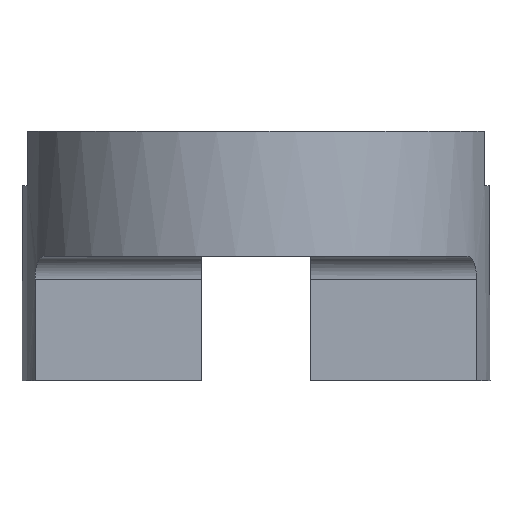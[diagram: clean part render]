
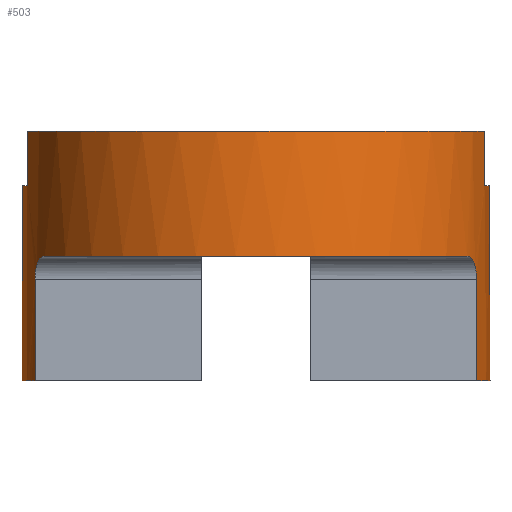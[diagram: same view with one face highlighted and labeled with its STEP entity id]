
A CAD part, front view. The second image highlights one B-rep face of the part: STEP entity #503.
In plain terms, the highlighted cylindrical face has radius 15 mm (diameter 30 mm), a full revolution.
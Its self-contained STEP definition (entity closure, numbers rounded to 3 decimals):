
#61=FACE_OUTER_BOUND('',#89,.T.);
#89=EDGE_LOOP('',(#446,#447,#448,#449,#450,#451,#452,#453,#454,#455,#456,
#457,#458,#459,#460,#461,#462,#463,#464,#465,#466,#467,#468));
#90=B_SPLINE_CURVE_WITH_KNOTS('',3,(#714,#715,#716,#717,#718,#719,#720,
#721,#722,#723),.UNSPECIFIED.,.F.,.F.,(4,2,2,2,4),(0.242,0.304,
0.366,0.422,0.478),.UNSPECIFIED.);
#91=B_SPLINE_CURVE_WITH_KNOTS('',3,(#740,#741,#742,#743,#744,#745,#746,
#747,#748,#749),.UNSPECIFIED.,.F.,.F.,(4,2,2,2,4),(0.478,0.534,
0.59,0.652,0.714),.UNSPECIFIED.);
#92=B_SPLINE_CURVE_WITH_KNOTS('',3,(#763,#764,#765,#766,#767,#768,#769,
#770,#771,#772),.UNSPECIFIED.,.F.,.F.,(4,2,2,2,4),(0.231,0.292,
0.353,0.41,0.466),.UNSPECIFIED.);
#93=B_SPLINE_CURVE_WITH_KNOTS('',3,(#784,#785,#786,#787,#788,#789,#790,
#791,#792,#793),.UNSPECIFIED.,.F.,.F.,(4,2,2,2,4),(0.466,0.523,
0.579,0.64,0.702),.UNSPECIFIED.);
#103=LINE('',#755,#151);
#109=LINE('',#797,#157);
#112=LINE('',#803,#160);
#123=LINE('',#828,#171);
#128=LINE('',#850,#176);
#133=LINE('',#860,#181);
#136=LINE('',#871,#184);
#140=LINE('',#878,#188);
#141=LINE('',#887,#189);
#151=VECTOR('',#589,10.);
#157=VECTOR('',#609,10.);
#160=VECTOR('',#614,10.);
#171=VECTOR('',#641,10.);
#176=VECTOR('',#664,10.);
#181=VECTOR('',#671,10.);
#184=VECTOR('',#682,10.);
#188=VECTOR('',#688,10.);
#189=VECTOR('',#705,15.);
#191=CIRCLE('',#521,15.);
#194=CIRCLE('',#528,15.);
#196=CIRCLE('',#536,15.);
#197=CIRCLE('',#537,15.);
#198=CIRCLE('',#539,15.);
#205=CIRCLE('',#557,15.);
#206=CIRCLE('',#558,15.);
#207=CIRCLE('',#560,15.);
#208=CIRCLE('',#562,15.);
#211=VERTEX_POINT('',#711);
#212=VERTEX_POINT('',#713);
#216=VERTEX_POINT('',#732);
#218=VERTEX_POINT('',#738);
#220=VERTEX_POINT('',#753);
#223=VERTEX_POINT('',#760);
#224=VERTEX_POINT('',#762);
#225=VERTEX_POINT('',#775);
#228=VERTEX_POINT('',#783);
#229=VERTEX_POINT('',#796);
#231=VERTEX_POINT('',#802);
#235=VERTEX_POINT('',#816);
#236=VERTEX_POINT('',#818);
#244=VERTEX_POINT('',#847);
#245=VERTEX_POINT('',#849);
#247=VERTEX_POINT('',#854);
#249=VERTEX_POINT('',#858);
#252=VERTEX_POINT('',#868);
#253=VERTEX_POINT('',#870);
#254=VERTEX_POINT('',#874);
#255=VERTEX_POINT('',#876);
#258=EDGE_CURVE('',#211,#212,#90,.T.);
#264=EDGE_CURVE('',#211,#216,#191,.T.);
#267=EDGE_CURVE('',#218,#216,#91,.T.);
#270=EDGE_CURVE('',#218,#220,#103,.T.);
#273=EDGE_CURVE('',#223,#224,#92,.F.);
#275=EDGE_CURVE('',#225,#224,#194,.T.);
#279=EDGE_CURVE('',#225,#228,#93,.F.);
#281=EDGE_CURVE('',#229,#228,#109,.T.);
#284=EDGE_CURVE('',#231,#212,#112,.T.);
#291=EDGE_CURVE('',#235,#231,#196,.T.);
#292=EDGE_CURVE('',#236,#235,#197,.T.);
#296=EDGE_CURVE('',#220,#229,#198,.T.);
#298=EDGE_CURVE('',#223,#236,#123,.T.);
#307=EDGE_CURVE('',#245,#244,#128,.T.);
#312=EDGE_CURVE('',#247,#249,#133,.T.);
#317=EDGE_CURVE('',#253,#252,#136,.T.);
#321=EDGE_CURVE('',#254,#255,#140,.T.);
#322=EDGE_CURVE('',#249,#245,#205,.T.);
#323=EDGE_CURVE('',#255,#253,#206,.T.);
#324=EDGE_CURVE('',#247,#252,#207,.T.);
#325=EDGE_CURVE('',#254,#244,#208,.T.);
#326=EDGE_CURVE('',#249,#235,#141,.T.);
#446=ORIENTED_EDGE('',*,*,#307,.T.);
#447=ORIENTED_EDGE('',*,*,#325,.F.);
#448=ORIENTED_EDGE('',*,*,#321,.T.);
#449=ORIENTED_EDGE('',*,*,#323,.T.);
#450=ORIENTED_EDGE('',*,*,#317,.T.);
#451=ORIENTED_EDGE('',*,*,#324,.F.);
#452=ORIENTED_EDGE('',*,*,#312,.T.);
#453=ORIENTED_EDGE('',*,*,#326,.T.);
#454=ORIENTED_EDGE('',*,*,#291,.T.);
#455=ORIENTED_EDGE('',*,*,#284,.T.);
#456=ORIENTED_EDGE('',*,*,#258,.F.);
#457=ORIENTED_EDGE('',*,*,#264,.T.);
#458=ORIENTED_EDGE('',*,*,#267,.F.);
#459=ORIENTED_EDGE('',*,*,#270,.T.);
#460=ORIENTED_EDGE('',*,*,#296,.T.);
#461=ORIENTED_EDGE('',*,*,#281,.T.);
#462=ORIENTED_EDGE('',*,*,#279,.F.);
#463=ORIENTED_EDGE('',*,*,#275,.T.);
#464=ORIENTED_EDGE('',*,*,#273,.F.);
#465=ORIENTED_EDGE('',*,*,#298,.T.);
#466=ORIENTED_EDGE('',*,*,#292,.T.);
#467=ORIENTED_EDGE('',*,*,#326,.F.);
#468=ORIENTED_EDGE('',*,*,#322,.T.);
#476=CYLINDRICAL_SURFACE('',#563,15.);
#503=ADVANCED_FACE('',(#61),#476,.T.);
#521=AXIS2_PLACEMENT_3D('',#734,#578,#579);
#528=AXIS2_PLACEMENT_3D('',#776,#598,#599);
#536=AXIS2_PLACEMENT_3D('',#817,#627,#628);
#537=AXIS2_PLACEMENT_3D('',#819,#629,#630);
#539=AXIS2_PLACEMENT_3D('',#825,#636,#637);
#557=AXIS2_PLACEMENT_3D('',#880,#691,#692);
#558=AXIS2_PLACEMENT_3D('',#881,#693,#694);
#560=AXIS2_PLACEMENT_3D('',#883,#697,#698);
#562=AXIS2_PLACEMENT_3D('',#885,#701,#702);
#563=AXIS2_PLACEMENT_3D('',#886,#703,#704);
#578=DIRECTION('center_axis',(0.,0.,1.));
#579=DIRECTION('ref_axis',(0.976,0.217,0.));
#589=DIRECTION('',(0.,0.,-1.));
#598=DIRECTION('center_axis',(0.,0.,1.));
#599=DIRECTION('ref_axis',(0.976,0.217,0.));
#609=DIRECTION('',(0.,0.,1.));
#614=DIRECTION('',(0.,0.,1.));
#627=DIRECTION('center_axis',(0.,0.,1.));
#628=DIRECTION('ref_axis',(0.976,0.217,0.));
#629=DIRECTION('center_axis',(0.,0.,1.));
#630=DIRECTION('ref_axis',(0.976,0.217,0.));
#636=DIRECTION('center_axis',(0.,0.,1.));
#637=DIRECTION('ref_axis',(0.976,0.217,0.));
#641=DIRECTION('',(0.,0.,-1.));
#664=DIRECTION('',(0.,0.,1.));
#671=DIRECTION('',(0.,0.,-1.));
#682=DIRECTION('',(0.,0.,1.));
#688=DIRECTION('',(0.,0.,-1.));
#691=DIRECTION('center_axis',(0.,0.,-1.));
#692=DIRECTION('ref_axis',(0.976,0.217,0.));
#693=DIRECTION('center_axis',(0.,0.,-1.));
#694=DIRECTION('ref_axis',(0.976,0.217,0.));
#697=DIRECTION('center_axis',(0.,0.,1.));
#698=DIRECTION('ref_axis',(0.976,0.217,0.));
#701=DIRECTION('center_axis',(0.,0.,1.));
#702=DIRECTION('ref_axis',(0.976,0.217,0.));
#703=DIRECTION('center_axis',(0.,0.,1.));
#704=DIRECTION('ref_axis',(0.976,0.217,0.));
#705=DIRECTION('',(0.,0.,-1.));
#711=CARTESIAN_POINT('',(-13.519,-6.5,8.));
#713=CARTESIAN_POINT('',(-14.142,-5.,6.5));
#714=CARTESIAN_POINT('Ctrl Pts',(-13.519,-6.5,8.));
#715=CARTESIAN_POINT('Ctrl Pts',(-13.608,-6.314,8.));
#716=CARTESIAN_POINT('Ctrl Pts',(-13.7,-6.113,7.963));
#717=CARTESIAN_POINT('Ctrl Pts',(-13.861,-5.736,7.807));
#718=CARTESIAN_POINT('Ctrl Pts',(-13.932,-5.562,7.687));
#719=CARTESIAN_POINT('Ctrl Pts',(-14.034,-5.297,7.415));
#720=CARTESIAN_POINT('Ctrl Pts',(-14.075,-5.186,7.25));
#721=CARTESIAN_POINT('Ctrl Pts',(-14.129,-5.037,6.886));
#722=CARTESIAN_POINT('Ctrl Pts',(-14.142,-5.,6.687));
#723=CARTESIAN_POINT('Ctrl Pts',(-14.142,-5.,6.5));
#732=CARTESIAN_POINT('',(13.519,-6.5,8.));
#734=CARTESIAN_POINT('Origin',(0.,0.,8.));
#738=CARTESIAN_POINT('',(14.142,-5.,6.5));
#740=CARTESIAN_POINT('Ctrl Pts',(14.142,-5.,6.5));
#741=CARTESIAN_POINT('Ctrl Pts',(14.142,-5.,6.687));
#742=CARTESIAN_POINT('Ctrl Pts',(14.129,-5.037,6.886));
#743=CARTESIAN_POINT('Ctrl Pts',(14.075,-5.186,7.25));
#744=CARTESIAN_POINT('Ctrl Pts',(14.034,-5.297,7.415));
#745=CARTESIAN_POINT('Ctrl Pts',(13.932,-5.562,7.687));
#746=CARTESIAN_POINT('Ctrl Pts',(13.861,-5.736,7.807));
#747=CARTESIAN_POINT('Ctrl Pts',(13.7,-6.113,7.963));
#748=CARTESIAN_POINT('Ctrl Pts',(13.608,-6.314,8.));
#749=CARTESIAN_POINT('Ctrl Pts',(13.519,-6.5,8.));
#753=CARTESIAN_POINT('',(14.142,-5.,0.));
#755=CARTESIAN_POINT('',(14.142,-5.,0.));
#760=CARTESIAN_POINT('',(-6.5,13.519,9.5));
#762=CARTESIAN_POINT('',(-5.,14.142,11.));
#763=CARTESIAN_POINT('Ctrl Pts',(-5.,14.142,11.));
#764=CARTESIAN_POINT('Ctrl Pts',(-5.192,14.074,11.));
#765=CARTESIAN_POINT('Ctrl Pts',(-5.396,13.997,10.961));
#766=CARTESIAN_POINT('Ctrl Pts',(-5.77,13.847,10.803));
#767=CARTESIAN_POINT('Ctrl Pts',(-5.941,13.774,10.684));
#768=CARTESIAN_POINT('Ctrl Pts',(-6.202,13.658,10.415));
#769=CARTESIAN_POINT('Ctrl Pts',(-6.313,13.607,10.251));
#770=CARTESIAN_POINT('Ctrl Pts',(-6.462,13.537,9.888));
#771=CARTESIAN_POINT('Ctrl Pts',(-6.5,13.519,9.688));
#772=CARTESIAN_POINT('Ctrl Pts',(-6.5,13.519,9.5));
#775=CARTESIAN_POINT('',(5.,14.142,11.));
#776=CARTESIAN_POINT('Origin',(0.,0.,11.));
#783=CARTESIAN_POINT('',(6.5,13.519,9.5));
#784=CARTESIAN_POINT('Ctrl Pts',(6.5,13.519,9.5));
#785=CARTESIAN_POINT('Ctrl Pts',(6.5,13.519,9.688));
#786=CARTESIAN_POINT('Ctrl Pts',(6.462,13.537,9.888));
#787=CARTESIAN_POINT('Ctrl Pts',(6.313,13.607,10.251));
#788=CARTESIAN_POINT('Ctrl Pts',(6.202,13.658,10.415));
#789=CARTESIAN_POINT('Ctrl Pts',(5.941,13.774,10.684));
#790=CARTESIAN_POINT('Ctrl Pts',(5.77,13.847,10.803));
#791=CARTESIAN_POINT('Ctrl Pts',(5.396,13.997,10.961));
#792=CARTESIAN_POINT('Ctrl Pts',(5.192,14.074,11.));
#793=CARTESIAN_POINT('Ctrl Pts',(5.,14.142,11.));
#796=CARTESIAN_POINT('',(6.5,13.519,0.));
#797=CARTESIAN_POINT('',(6.5,13.519,0.));
#802=CARTESIAN_POINT('',(-14.142,-5.,0.));
#803=CARTESIAN_POINT('',(-14.142,-5.,0.));
#816=CARTESIAN_POINT('',(-14.644,-3.25,0.));
#817=CARTESIAN_POINT('Origin',(0.,0.,0.));
#818=CARTESIAN_POINT('',(-6.5,13.519,0.));
#819=CARTESIAN_POINT('Origin',(0.,0.,0.));
#825=CARTESIAN_POINT('Origin',(0.,0.,0.));
#828=CARTESIAN_POINT('',(-6.5,13.519,0.));
#847=CARTESIAN_POINT('',(-14.644,3.25,16.));
#849=CARTESIAN_POINT('',(-14.644,3.25,12.5));
#850=CARTESIAN_POINT('',(-14.644,3.25,0.));
#854=CARTESIAN_POINT('',(-14.644,-3.25,16.));
#858=CARTESIAN_POINT('',(-14.644,-3.25,12.5));
#860=CARTESIAN_POINT('',(-14.644,-3.25,0.));
#868=CARTESIAN_POINT('',(14.644,-3.25,16.));
#870=CARTESIAN_POINT('',(14.644,-3.25,12.5));
#871=CARTESIAN_POINT('',(14.644,-3.25,0.));
#874=CARTESIAN_POINT('',(14.644,3.25,16.));
#876=CARTESIAN_POINT('',(14.644,3.25,12.5));
#878=CARTESIAN_POINT('',(14.644,3.25,0.));
#880=CARTESIAN_POINT('Origin',(0.,0.,12.5));
#881=CARTESIAN_POINT('Origin',(0.,0.,12.5));
#883=CARTESIAN_POINT('Origin',(0.,0.,16.));
#885=CARTESIAN_POINT('Origin',(0.,0.,16.));
#886=CARTESIAN_POINT('Origin',(0.,0.,0.));
#887=CARTESIAN_POINT('',(-14.644,-3.25,0.));
